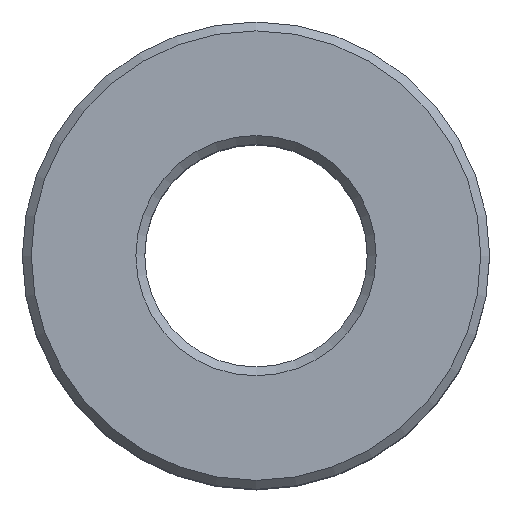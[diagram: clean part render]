
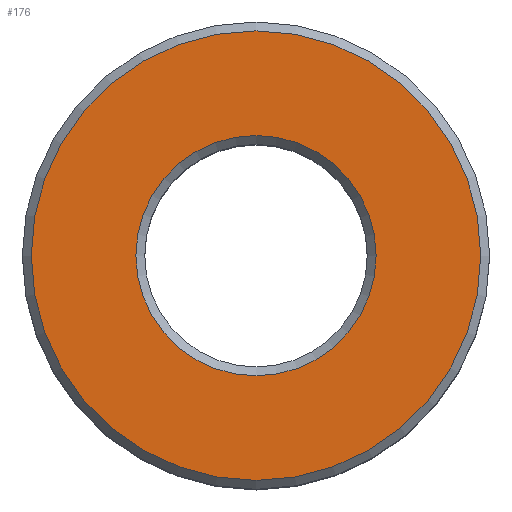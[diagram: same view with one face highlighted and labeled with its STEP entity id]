
A CAD part, top view. The second image highlights one B-rep face of the part: STEP entity #176.
In plain terms, the highlighted planar face has unit normal (0, 0, 1).
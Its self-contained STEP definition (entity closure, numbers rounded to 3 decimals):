
#27=FACE_BOUND('',#52,.T.);
#30=PLANE('',#207);
#39=FACE_OUTER_BOUND('',#51,.T.);
#51=EDGE_LOOP('',(#135));
#52=EDGE_LOOP('',(#136));
#82=CIRCLE('',#203,5.4);
#85=CIRCLE('',#208,10.1);
#94=VERTEX_POINT('',#302);
#97=VERTEX_POINT('',#312);
#106=EDGE_CURVE('',#94,#94,#82,.T.);
#111=EDGE_CURVE('',#97,#97,#85,.T.);
#135=ORIENTED_EDGE('',*,*,#111,.F.);
#136=ORIENTED_EDGE('',*,*,#106,.F.);
#176=ADVANCED_FACE('',(#39,#27),#30,.T.);
#203=AXIS2_PLACEMENT_3D('',#303,#237,#238);
#207=AXIS2_PLACEMENT_3D('',#311,#247,#248);
#208=AXIS2_PLACEMENT_3D('',#313,#249,#250);
#237=DIRECTION('center_axis',(0.,0.,
1.));
#238=DIRECTION('ref_axis',(-1.,0.,0.));
#247=DIRECTION('center_axis',(0.,0.,
1.));
#248=DIRECTION('ref_axis',(-1.,0.,0.));
#249=DIRECTION('center_axis',(0.,0.,
-1.));
#250=DIRECTION('ref_axis',(-1.,0.,0.));
#302=CARTESIAN_POINT('',(55.4,50.293,12.206));
#303=CARTESIAN_POINT('Origin',(50.,50.293,12.206));
#311=CARTESIAN_POINT('Origin',(50.,50.293,12.206));
#312=CARTESIAN_POINT('',(60.1,50.293,12.206));
#313=CARTESIAN_POINT('Origin',(50.,50.293,12.206));
